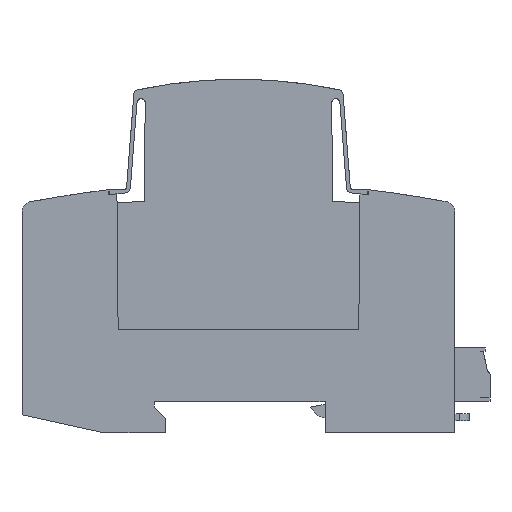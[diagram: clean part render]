
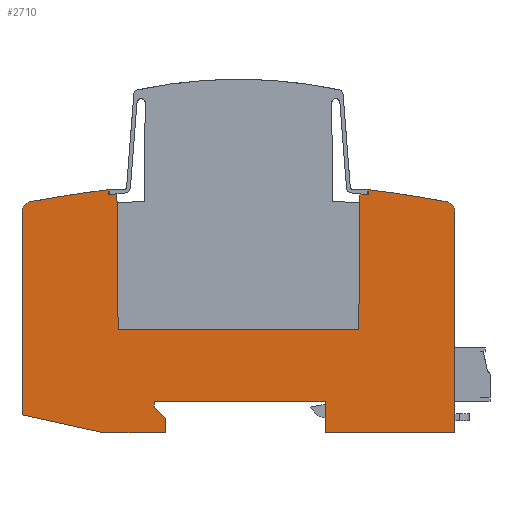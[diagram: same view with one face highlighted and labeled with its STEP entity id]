
A CAD part, left-side view. The second image highlights one B-rep face of the part: STEP entity #2710.
In plain terms, the highlighted planar face has unit normal (-1, 0, 0).
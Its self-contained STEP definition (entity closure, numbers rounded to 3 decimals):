
#2710=ADVANCED_FACE('',(#5483),#5484,.F.);
#5483=FACE_OUTER_BOUND('',#8691,.T.);
#5484=PLANE('',#8692);
#8691=EDGE_LOOP('',(#17726,#17727,#17728,#17729,#17730,#17731,#17732,#17733,#17734,#17735,#17736,#17737,#17738,#17739,#17740,#17741,#17742,#17743,#17744,#17745,#17746,#17747,#17748,#17749,#17750));
#8692=AXIS2_PLACEMENT_3D('',#17751,#17752,#17753);
#17726=ORIENTED_EDGE('',*,*,#21141,.F.);
#17727=ORIENTED_EDGE('',*,*,#22292,.T.);
#17728=ORIENTED_EDGE('',*,*,#21127,.F.);
#17729=ORIENTED_EDGE('',*,*,#22296,.T.);
#17730=ORIENTED_EDGE('',*,*,#22300,.T.);
#17731=ORIENTED_EDGE('',*,*,#22304,.F.);
#17732=ORIENTED_EDGE('',*,*,#22308,.F.);
#17733=ORIENTED_EDGE('',*,*,#22312,.F.);
#17734=ORIENTED_EDGE('',*,*,#22316,.F.);
#17735=ORIENTED_EDGE('',*,*,#22320,.F.);
#17736=ORIENTED_EDGE('',*,*,#22324,.F.);
#17737=ORIENTED_EDGE('',*,*,#22328,.F.);
#17738=ORIENTED_EDGE('',*,*,#22332,.F.);
#17739=ORIENTED_EDGE('',*,*,#22335,.F.);
#17740=ORIENTED_EDGE('',*,*,#19631,.F.);
#17741=ORIENTED_EDGE('',*,*,#22338,.F.);
#17742=ORIENTED_EDGE('',*,*,#19980,.F.);
#17743=ORIENTED_EDGE('',*,*,#22342,.F.);
#17744=ORIENTED_EDGE('',*,*,#22346,.F.);
#17745=ORIENTED_EDGE('',*,*,#22350,.T.);
#17746=ORIENTED_EDGE('',*,*,#22354,.T.);
#17747=ORIENTED_EDGE('',*,*,#22358,.F.);
#17748=ORIENTED_EDGE('',*,*,#22362,.F.);
#17749=ORIENTED_EDGE('',*,*,#22365,.F.);
#17750=ORIENTED_EDGE('',*,*,#22368,.T.);
#17751=CARTESIAN_POINT('',(-27.0,44.676,22.202));
#17752=DIRECTION('',(1.0,0.0,0.));
#17753=DIRECTION('',(0.,0.0,-1.0));
#19631=EDGE_CURVE('',#25465,#25467,#25468,.T.);
#19980=EDGE_CURVE('',#26040,#26042,#26043,.T.);
#21127=EDGE_CURVE('',#27664,#27666,#27667,.T.);
#21141=EDGE_CURVE('',#27690,#27692,#27693,.T.);
#22292=EDGE_CURVE('',#27690,#27666,#29281,.T.);
#22296=EDGE_CURVE('',#27664,#29285,#29287,.T.);
#22300=EDGE_CURVE('',#29285,#29291,#29293,.T.);
#22304=EDGE_CURVE('',#29297,#29291,#29299,.T.);
#22308=EDGE_CURVE('',#29303,#29297,#29305,.T.);
#22312=EDGE_CURVE('',#29309,#29303,#29311,.T.);
#22316=EDGE_CURVE('',#29315,#29309,#29317,.T.);
#22320=EDGE_CURVE('',#29321,#29315,#29323,.T.);
#22324=EDGE_CURVE('',#29327,#29321,#29329,.T.);
#22328=EDGE_CURVE('',#29333,#29327,#29335,.T.);
#22332=EDGE_CURVE('',#29339,#29333,#29341,.T.);
#22335=EDGE_CURVE('',#25467,#29339,#29344,.T.);
#22338=EDGE_CURVE('',#26042,#25465,#29347,.T.);
#22342=EDGE_CURVE('',#29351,#26040,#29353,.T.);
#22346=EDGE_CURVE('',#29357,#29351,#29359,.T.);
#22350=EDGE_CURVE('',#29357,#29363,#29365,.T.);
#22354=EDGE_CURVE('',#29363,#29369,#29371,.T.);
#22358=EDGE_CURVE('',#29375,#29369,#29377,.T.);
#22362=EDGE_CURVE('',#29381,#29375,#29383,.T.);
#22365=EDGE_CURVE('',#29385,#29381,#29387,.T.);
#22368=EDGE_CURVE('',#29385,#27692,#29390,.T.);
#25465=VERTEX_POINT('',#36927);
#25467=VERTEX_POINT('',#36930);
#25468=LINE('',#36931,#36932);
#26040=VERTEX_POINT('',#38171);
#26042=VERTEX_POINT('',#38174);
#26043=LINE('',#38175,#38176);
#27664=VERTEX_POINT('',#40825);
#27666=VERTEX_POINT('',#40828);
#27667=LINE('',#40829,#40830);
#27690=VERTEX_POINT('',#40864);
#27692=VERTEX_POINT('',#40867);
#27693=LINE('',#40868,#40869);
#29281=LINE('',#43497,#43498);
#29285=VERTEX_POINT('',#43503);
#29287=LINE('',#43506,#43507);
#29291=VERTEX_POINT('',#43512);
#29293=LINE('',#43515,#43516);
#29297=VERTEX_POINT('',#43520);
#29299=CIRCLE('',#43523,230.);
#29303=VERTEX_POINT('',#43527);
#29305=CIRCLE('',#43530,2.);
#29309=VERTEX_POINT('',#43535);
#29311=LINE('',#43538,#43539);
#29315=VERTEX_POINT('',#43544);
#29317=LINE('',#43547,#43548);
#29321=VERTEX_POINT('',#43553);
#29323=LINE('',#43556,#43557);
#29327=VERTEX_POINT('',#43562);
#29329=LINE('',#43565,#43566);
#29333=VERTEX_POINT('',#43571);
#29335=LINE('',#43574,#43575);
#29339=VERTEX_POINT('',#43580);
#29341=LINE('',#43583,#43584);
#29344=LINE('',#43588,#43589);
#29347=LINE('',#43593,#43594);
#29351=VERTEX_POINT('',#43598);
#29353=CIRCLE('',#43601,2.);
#29357=VERTEX_POINT('',#43605);
#29359=CIRCLE('',#43608,230.);
#29363=VERTEX_POINT('',#43613);
#29365=LINE('',#43616,#43617);
#29369=VERTEX_POINT('',#43622);
#29371=LINE('',#43625,#43626);
#29375=VERTEX_POINT('',#43631);
#29377=LINE('',#43634,#43635);
#29381=VERTEX_POINT('',#43640);
#29383=LINE('',#43643,#43644);
#29385=VERTEX_POINT('',#43646);
#29387=LINE('',#43649,#43650);
#29390=LINE('',#43654,#43655);
#36927=CARTESIAN_POINT('',(-27.0,27.0,0.));
#36930=CARTESIAN_POINT('',(-27.0,27.0,6.5));
#36931=CARTESIAN_POINT('',(-27.0,27.0,0.));
#36932=VECTOR('',#46320,1.0);
#38171=CARTESIAN_POINT('',(-27.0,0.0,46.028));
#38174=CARTESIAN_POINT('',(-27.0,0.0,0.));
#38175=CARTESIAN_POINT('',(-27.0,0.0,46.028));
#38176=VECTOR('',#46577,1.0);
#40825=CARTESIAN_POINT('',(-27.0,72.0,49.5));
#40828=CARTESIAN_POINT('',(-27.0,70.26,49.676));
#40829=CARTESIAN_POINT('',(-27.0,72.0,49.5));
#40830=VECTOR('',#47677,1.0);
#40864=CARTESIAN_POINT('',(-27.0,70.26,49.26));
#40867=CARTESIAN_POINT('',(-27.0,70.018,21.5));
#40868=CARTESIAN_POINT('',(-27.0,70.26,49.26));
#40869=VECTOR('',#47690,1.0);
#43497=CARTESIAN_POINT('',(-27.0,70.26,49.26));
#43498=VECTOR('',#48833,1.0);
#43503=CARTESIAN_POINT('',(-27.0,72.0,50.5));
#43506=CARTESIAN_POINT('',(-27.0,72.0,49.5));
#43507=VECTOR('',#48836,1.0);
#43512=CARTESIAN_POINT('',(-27.0,72.25,50.5));
#43515=CARTESIAN_POINT('',(-27.0,72.0,50.5));
#43516=VECTOR('',#48839,1.0);
#43520=CARTESIAN_POINT('',(-27.0,88.377,47.993));
#43523=AXIS2_PLACEMENT_3D('',#48844,#48845,#48846);
#43527=CARTESIAN_POINT('',(-27.0,90.0,46.028));
#43530=AXIS2_PLACEMENT_3D('',#48851,#48852,#48853);
#43535=CARTESIAN_POINT('',(-27.0,90.0,3.719));
#43538=CARTESIAN_POINT('',(-27.0,90.0,3.719));
#43539=VECTOR('',#48856,1.0);
#43544=CARTESIAN_POINT('',(-27.0,73.0,0.));
#43547=CARTESIAN_POINT('',(-27.0,73.0,0.));
#43548=VECTOR('',#48859,1.0);
#43553=CARTESIAN_POINT('',(-27.0,60.2,0.));
#43556=CARTESIAN_POINT('',(-27.0,60.2,0.));
#43557=VECTOR('',#48862,1.0);
#43562=CARTESIAN_POINT('',(-27.0,60.2,3.));
#43565=CARTESIAN_POINT('',(-27.0,60.2,3.));
#43566=VECTOR('',#48865,1.0);
#43571=CARTESIAN_POINT('',(-27.0,62.5,5.3));
#43574=CARTESIAN_POINT('',(-27.0,62.5,5.3));
#43575=VECTOR('',#48868,1.0);
#43580=CARTESIAN_POINT('',(-27.0,62.5,6.5));
#43583=CARTESIAN_POINT('',(-27.0,62.5,6.5));
#43584=VECTOR('',#48871,1.0);
#43588=CARTESIAN_POINT('',(-27.0,27.0,6.5));
#43589=VECTOR('',#48873,1.0);
#43593=CARTESIAN_POINT('',(-27.0,0.0,0.));
#43594=VECTOR('',#48875,1.0);
#43598=CARTESIAN_POINT('',(-27.0,1.623,47.993));
#43601=AXIS2_PLACEMENT_3D('',#48880,#48881,#48882);
#43605=CARTESIAN_POINT('',(-27.0,17.75,50.5));
#43608=AXIS2_PLACEMENT_3D('',#48887,#48888,#48889);
#43613=CARTESIAN_POINT('',(-27.0,18.0,50.5));
#43616=CARTESIAN_POINT('',(-27.0,17.75,50.5));
#43617=VECTOR('',#48892,1.0);
#43622=CARTESIAN_POINT('',(-27.0,18.0,49.5));
#43625=CARTESIAN_POINT('',(-27.0,18.0,50.5));
#43626=VECTOR('',#48895,1.0);
#43631=CARTESIAN_POINT('',(-27.0,19.74,49.67));
#43634=CARTESIAN_POINT('',(-27.0,19.74,49.67));
#43635=VECTOR('',#48898,1.0);
#43640=CARTESIAN_POINT('',(-27.0,19.74,49.26));
#43643=CARTESIAN_POINT('',(-27.0,19.74,49.26));
#43644=VECTOR('',#48901,1.0);
#43646=CARTESIAN_POINT('',(-27.0,19.982,21.5));
#43649=CARTESIAN_POINT('',(-27.0,19.982,21.5));
#43650=VECTOR('',#48903,1.0);
#43654=CARTESIAN_POINT('',(-27.0,19.982,21.5));
#43655=VECTOR('',#48905,1.0);
#46320=DIRECTION('',(0.,0.0,1.0));
#46577=DIRECTION('',(0.,0.0,-1.0));
#47677=DIRECTION('',(0.,-0.995,0.101));
#47690=DIRECTION('',(0.,-0.009,-1.));
#48833=DIRECTION('',(0.,0.0,1.0));
#48836=DIRECTION('',(0.,0.0,1.0));
#48839=DIRECTION('',(0.0,1.0,0.0));
#48844=CARTESIAN_POINT('',(-27.0,45.,-177.88));
#48845=DIRECTION('',(1.0,0.0,0.));
#48846=DIRECTION('',(0.,0.0,-1.0));
#48851=CARTESIAN_POINT('',(-27.0,88.,46.028));
#48852=DIRECTION('',(1.0,0.0,0.));
#48853=DIRECTION('',(0.,0.0,-1.0));
#48856=DIRECTION('',(0.,0.0,1.0));
#48859=DIRECTION('',(0.,0.977,0.214));
#48862=DIRECTION('',(0.0,1.0,0.0));
#48865=DIRECTION('',(0.,0.0,-1.0));
#48868=DIRECTION('',(0.,-0.707,-0.707));
#48871=DIRECTION('',(0.,0.0,-1.0));
#48873=DIRECTION('',(0.0,1.0,0.0));
#48875=DIRECTION('',(0.0,1.0,0.0));
#48880=CARTESIAN_POINT('',(-27.0,2.,46.028));
#48881=DIRECTION('',(1.0,0.0,0.));
#48882=DIRECTION('',(0.,0.0,-1.0));
#48887=CARTESIAN_POINT('',(-27.0,45.,-177.88));
#48888=DIRECTION('',(1.0,0.0,0.));
#48889=DIRECTION('',(0.,0.0,-1.0));
#48892=DIRECTION('',(0.0,1.0,0.0));
#48895=DIRECTION('',(0.,0.0,-1.0));
#48898=DIRECTION('',(0.,-0.995,-0.097));
#48901=DIRECTION('',(0.,0.0,1.0));
#48903=DIRECTION('',(0.,-0.009,1.));
#48905=DIRECTION('',(0.0,1.0,0.0));
